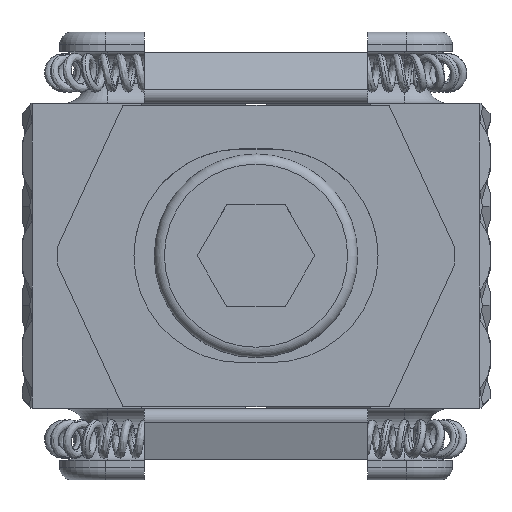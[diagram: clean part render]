
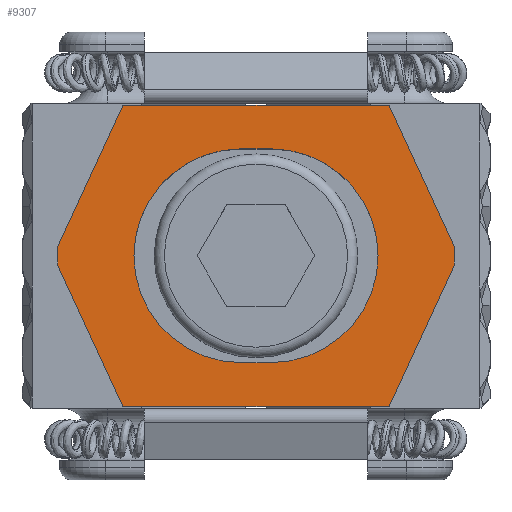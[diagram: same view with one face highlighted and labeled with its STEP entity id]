
A CAD part, top view. The second image highlights one B-rep face of the part: STEP entity #9307.
In plain terms, the highlighted planar face has unit normal (0, 0, 1).
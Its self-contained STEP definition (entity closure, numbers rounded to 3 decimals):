
#31=FACE_BOUND('',#1558,.T.);
#358=PLANE('',#10007);
#942=FACE_OUTER_BOUND('',#1557,.T.);
#1557=EDGE_LOOP('',(#7716,#7717,#7718,#7719,#7720,#7721,#7722,#7723));
#1558=EDGE_LOOP('',(#7724,#7725,#7726,#7727));
#2450=LINE('',#52408,#3613);
#2451=LINE('',#52410,#3614);
#2452=LINE('',#52412,#3615);
#2453=LINE('',#52414,#3616);
#2454=LINE('',#52416,#3617);
#2455=LINE('',#52418,#3618);
#2456=LINE('',#52420,#3619);
#2457=LINE('',#52421,#3620);
#2458=LINE('',#52426,#3621);
#2459=LINE('',#52429,#3622);
#3613=VECTOR('',#11725,1.);
#3614=VECTOR('',#11726,1.);
#3615=VECTOR('',#11727,1.);
#3616=VECTOR('',#11728,1.);
#3617=VECTOR('',#11729,1.);
#3618=VECTOR('',#11730,1.);
#3619=VECTOR('',#11731,1.);
#3620=VECTOR('',#11732,1.);
#3621=VECTOR('',#11735,1.);
#3622=VECTOR('',#11738,1.);
#4258=CIRCLE('',#10008,5.25);
#4259=CIRCLE('',#10009,5.25);
#4691=VERTEX_POINT('',#52406);
#4692=VERTEX_POINT('',#52407);
#4693=VERTEX_POINT('',#52409);
#4694=VERTEX_POINT('',#52411);
#4695=VERTEX_POINT('',#52413);
#4696=VERTEX_POINT('',#52415);
#4697=VERTEX_POINT('',#52417);
#4698=VERTEX_POINT('',#52419);
#4699=VERTEX_POINT('',#52422);
#4700=VERTEX_POINT('',#52423);
#4701=VERTEX_POINT('',#52425);
#4702=VERTEX_POINT('',#52427);
#5715=EDGE_CURVE('',#4691,#4692,#2450,.T.);
#5716=EDGE_CURVE('',#4692,#4693,#2451,.T.);
#5717=EDGE_CURVE('',#4693,#4694,#2452,.T.);
#5718=EDGE_CURVE('',#4694,#4695,#2453,.T.);
#5719=EDGE_CURVE('',#4696,#4695,#2454,.T.);
#5720=EDGE_CURVE('',#4697,#4696,#2455,.T.);
#5721=EDGE_CURVE('',#4698,#4697,#2456,.T.);
#5722=EDGE_CURVE('',#4691,#4698,#2457,.T.);
#5723=EDGE_CURVE('',#4699,#4700,#4258,.T.);
#5724=EDGE_CURVE('',#4699,#4701,#2458,.T.);
#5725=EDGE_CURVE('',#4701,#4702,#4259,.T.);
#5726=EDGE_CURVE('',#4702,#4700,#2459,.T.);
#7716=ORIENTED_EDGE('',*,*,#5715,.T.);
#7717=ORIENTED_EDGE('',*,*,#5716,.T.);
#7718=ORIENTED_EDGE('',*,*,#5717,.T.);
#7719=ORIENTED_EDGE('',*,*,#5718,.T.);
#7720=ORIENTED_EDGE('',*,*,#5719,.F.);
#7721=ORIENTED_EDGE('',*,*,#5720,.F.);
#7722=ORIENTED_EDGE('',*,*,#5721,.F.);
#7723=ORIENTED_EDGE('',*,*,#5722,.F.);
#7724=ORIENTED_EDGE('',*,*,#5723,.F.);
#7725=ORIENTED_EDGE('',*,*,#5724,.T.);
#7726=ORIENTED_EDGE('',*,*,#5725,.T.);
#7727=ORIENTED_EDGE('',*,*,#5726,.T.);
#9307=ADVANCED_FACE('',(#942,#31),#358,.F.);
#10007=AXIS2_PLACEMENT_3D('',#52405,#11723,#11724);
#10008=AXIS2_PLACEMENT_3D('',#52424,#11733,#11734);
#10009=AXIS2_PLACEMENT_3D('',#52428,#11736,#11737);
#11723=DIRECTION('center_axis',(0.,0.,
-1.));
#11724=DIRECTION('ref_axis',(0.,1.,0.));
#11725=DIRECTION('',(-1.,0.,0.));
#11726=DIRECTION('',(-0.42,-0.908,0.));
#11727=DIRECTION('',(0.,-1.,0.));
#11728=DIRECTION('',(0.42,-0.908,0.));
#11729=DIRECTION('',(-1.,0.,0.));
#11730=DIRECTION('',(-0.42,-0.908,0.));
#11731=DIRECTION('',(0.,-1.,0.));
#11732=DIRECTION('',(0.42,-0.908,0.));
#11733=DIRECTION('center_axis',(0.,0.,
1.));
#11734=DIRECTION('ref_axis',(0.,1.,0.));
#11735=DIRECTION('',(1.,0.,0.));
#11736=DIRECTION('center_axis',(0.,0.,
-1.));
#11737=DIRECTION('ref_axis',(0.,1.,0.));
#11738=DIRECTION('',(-1.,0.,0.));
#52405=CARTESIAN_POINT('Origin',(-100.,188.405,15.));
#52406=CARTESIAN_POINT('',(-93.46,207.4,15.));
#52407=CARTESIAN_POINT('',(-106.54,207.4,15.));
#52408=CARTESIAN_POINT('',(-100.,207.4,15.));
#52409=CARTESIAN_POINT('',(-109.748,200.463,15.));
#52410=CARTESIAN_POINT('',(-112.624,194.243,15.));
#52411=CARTESIAN_POINT('',(-109.748,199.537,15.));
#52412=CARTESIAN_POINT('',(-109.748,188.405,15.));
#52413=CARTESIAN_POINT('',(-106.54,192.6,15.));
#52414=CARTESIAN_POINT('',(-103.789,186.652,15.));
#52415=CARTESIAN_POINT('',(-93.46,192.6,15.));
#52416=CARTESIAN_POINT('',(-100.,192.6,15.));
#52417=CARTESIAN_POINT('',(-90.252,199.537,15.));
#52418=CARTESIAN_POINT('',(-96.211,186.652,15.));
#52419=CARTESIAN_POINT('',(-90.252,200.463,15.));
#52420=CARTESIAN_POINT('',(-90.252,188.405,15.));
#52421=CARTESIAN_POINT('',(-87.376,194.243,15.));
#52422=CARTESIAN_POINT('',(-100.75,205.25,15.));
#52423=CARTESIAN_POINT('',(-100.75,194.75,15.));
#52424=CARTESIAN_POINT('Origin',(-100.75,200.,15.));
#52425=CARTESIAN_POINT('',(-99.25,205.25,15.));
#52426=CARTESIAN_POINT('',(-100.,205.25,15.));
#52427=CARTESIAN_POINT('',(-99.25,194.75,15.));
#52428=CARTESIAN_POINT('Origin',(-99.25,200.,15.));
#52429=CARTESIAN_POINT('',(-100.,194.75,15.));
